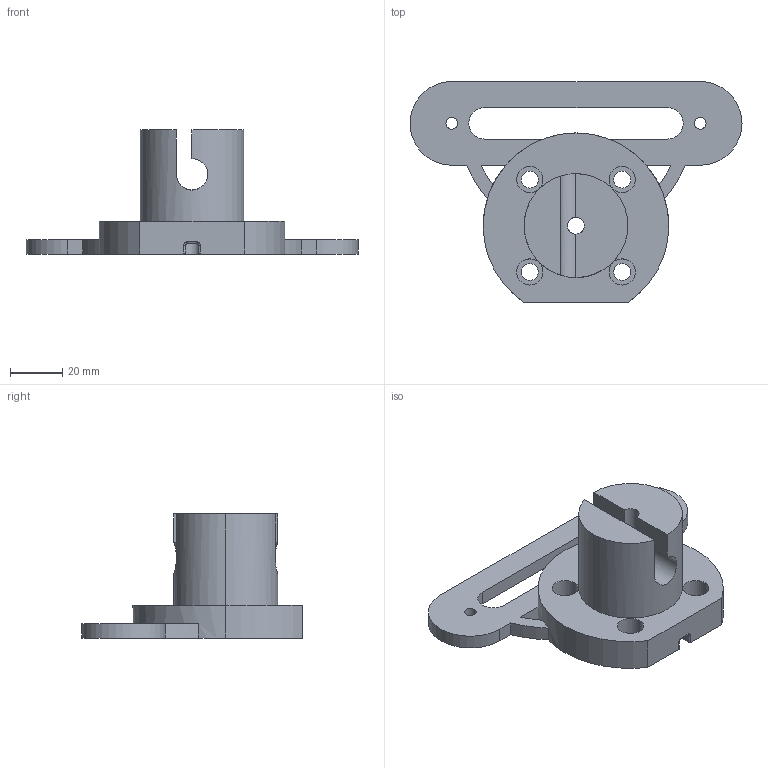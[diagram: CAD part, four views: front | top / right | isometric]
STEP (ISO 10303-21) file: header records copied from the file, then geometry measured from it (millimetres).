
FILE_DESCRIPTION (( 'STEP AP203' ), '1' );
FILE_NAME ('Camara.STEP', '2024-10-31T03:10:12', ( '' ), ( '' ), 'SwSTEP 2.0', 'SolidWorks 2022', '' );
FILE_SCHEMA (( 'CONFIG_CONTROL_DESIGN' ));
Length unit declared in the file: millimetre
Products named in the file (1): Camara
Bounding box: 127 x 84.51 x 47.5 mm (x, y, z)
Volume: 92908.4 mm3; surface area: 25298.7 mm2
Topology: 1 solids, 1 shells, 77 faces, 212 edges, 138 vertices
Faces by surface type: cylinder 48, plane 24, torus 3, bspline 2
Entity records: 2894 total; most frequent: CARTESIAN_POINT 763, DIRECTION 447, ORIENTED_EDGE 424, EDGE_CURVE 212, AXIS2_PLACEMENT_3D 174, VERTEX_POINT 138, VECTOR 99, LINE 99
